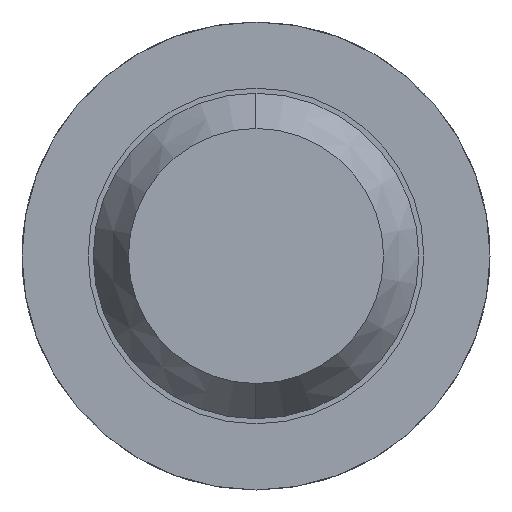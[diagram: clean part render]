
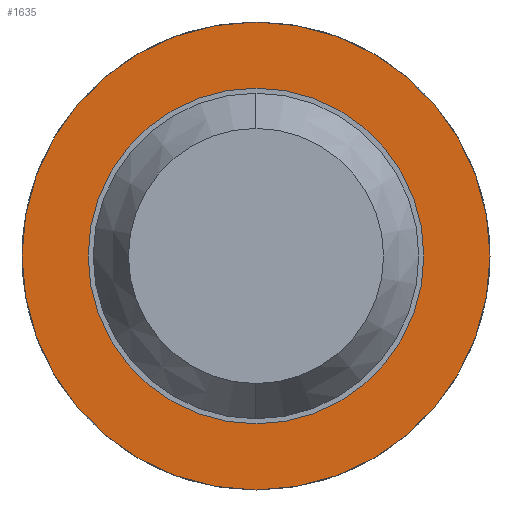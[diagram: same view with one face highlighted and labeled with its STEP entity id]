
A CAD part, front view. The second image highlights one B-rep face of the part: STEP entity #1635.
In plain terms, the highlighted planar face has unit normal (0, -1, 0).
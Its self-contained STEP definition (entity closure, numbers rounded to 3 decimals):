
#160 = ORIENTED_EDGE ( 'NONE', *, *, #4757, .F. ) ;
#196 = DIRECTION ( 'NONE',  ( 0., 1., 0. ) ) ;
#230 = DIRECTION ( 'NONE',  ( 0., 0., 1. ) ) ;
#241 = VERTEX_POINT ( 'NONE', #2004 ) ;
#316 = EDGE_CURVE ( 'Defeature ausgef�hrt1_14+Defeature ausgef�hrt1_13+Defeature ausgef�hrt1_13+Defeature ausgef�hrt1_13', #3818, #2304, #2516, .T. ) ;
#327 = ORIENTED_EDGE ( 'NONE', *, *, #2467, .F. ) ;
#339 = PLANE ( 'NONE',  #3756 ) ;
#419 = AXIS2_PLACEMENT_3D ( 'NONE', #3485, #196, #2351 ) ;
#766 = CARTESIAN_POINT ( 'NONE',  ( 0., -1.7, -1.15 ) ) ;
#783 = DIRECTION ( 'NONE',  ( 0., 0., 1. ) ) ;
#804 = DIRECTION ( 'NONE',  ( 0., 1., 0. ) ) ;
#842 = CARTESIAN_POINT ( 'NONE',  ( 0.825, -1.7, 0. ) ) ;
#915 = ORIENTED_EDGE ( 'NONE', *, *, #2512, .T. ) ;
#930 = EDGE_LOOP ( 'NONE', ( #3105, #915 ) ) ;
#1195 = DIRECTION ( 'NONE',  ( 0., 0., 1. ) ) ;
#1389 = VERTEX_POINT ( 'NONE', #766 ) ;
#1477 = FACE_BOUND ( 'NONE', #930, .T. ) ;
#1635 = ADVANCED_FACE ( 'Defeature ausgef�hrt1_14', ( #3512, #1477 ), #339, .F. ) ;
#2004 = CARTESIAN_POINT ( 'NONE',  ( 0., -1.7, 1.15 ) ) ;
#2205 = EDGE_LOOP ( 'NONE', ( #160, #327 ) ) ;
#2221 = CIRCLE ( 'NONE', #4308, 1.15 ) ;
#2304 = VERTEX_POINT ( 'NONE', #4189 ) ;
#2351 = DIRECTION ( 'NONE',  ( 0., 0., 1. ) ) ;
#2400 = CARTESIAN_POINT ( 'NONE',  ( 0., -1.7, 0.825 ) ) ;
#2467 = EDGE_CURVE ( 'Defeature ausgef�hrt1_7+Defeature ausgef�hrt1_14+Defeature ausgef�hrt1_14+Defeature ausgef�hrt1_14', #1389, #241, #2221, .T. ) ;
#2512 = EDGE_CURVE ( 'Defeature ausgef�hrt1_14+Defeature ausgef�hrt1_13+Defeature ausgef�hrt1_13+Defeature ausgef�hrt1_13', #2304, #3818, #3500, .T. ) ;
#2516 = CIRCLE ( 'NONE', #419, 0.825 ) ;
#2636 = DIRECTION ( 'NONE',  ( 0., 0., 1. ) ) ;
#2677 = DIRECTION ( 'NONE',  ( 0., 1., 0. ) ) ;
#2913 = CARTESIAN_POINT ( 'NONE',  ( 0., -1.7, 0. ) ) ;
#3057 = CARTESIAN_POINT ( 'NONE',  ( 0., -1.7, 0. ) ) ;
#3105 = ORIENTED_EDGE ( 'NONE', *, *, #316, .T. ) ;
#3485 = CARTESIAN_POINT ( 'NONE',  ( 0., -1.7, 0. ) ) ;
#3500 = CIRCLE ( 'NONE', #3658, 0.825 ) ;
#3512 = FACE_OUTER_BOUND ( 'NONE', #2205, .T. ) ;
#3578 = CARTESIAN_POINT ( 'NONE',  ( 0., -1.7, 0. ) ) ;
#3658 = AXIS2_PLACEMENT_3D ( 'NONE', #3057, #804, #2636 ) ;
#3756 = AXIS2_PLACEMENT_3D ( 'NONE', #842, #2677, #1195 ) ;
#3818 = VERTEX_POINT ( 'NONE', #2400 ) ;
#3873 = CIRCLE ( 'NONE', #4014, 1.15 ) ;
#3955 = DIRECTION ( 'NONE',  ( 0., 1., 0. ) ) ;
#4014 = AXIS2_PLACEMENT_3D ( 'NONE', #3578, #3955, #230 ) ;
#4189 = CARTESIAN_POINT ( 'NONE',  ( 0., -1.7, -0.825 ) ) ;
#4308 = AXIS2_PLACEMENT_3D ( 'NONE', #2913, #4442, #783 ) ;
#4442 = DIRECTION ( 'NONE',  ( 0., 1., 0. ) ) ;
#4757 = EDGE_CURVE ( 'Defeature ausgef�hrt1_7+Defeature ausgef�hrt1_14+Defeature ausgef�hrt1_14+Defeature ausgef�hrt1_14', #241, #1389, #3873, .T. ) ;
